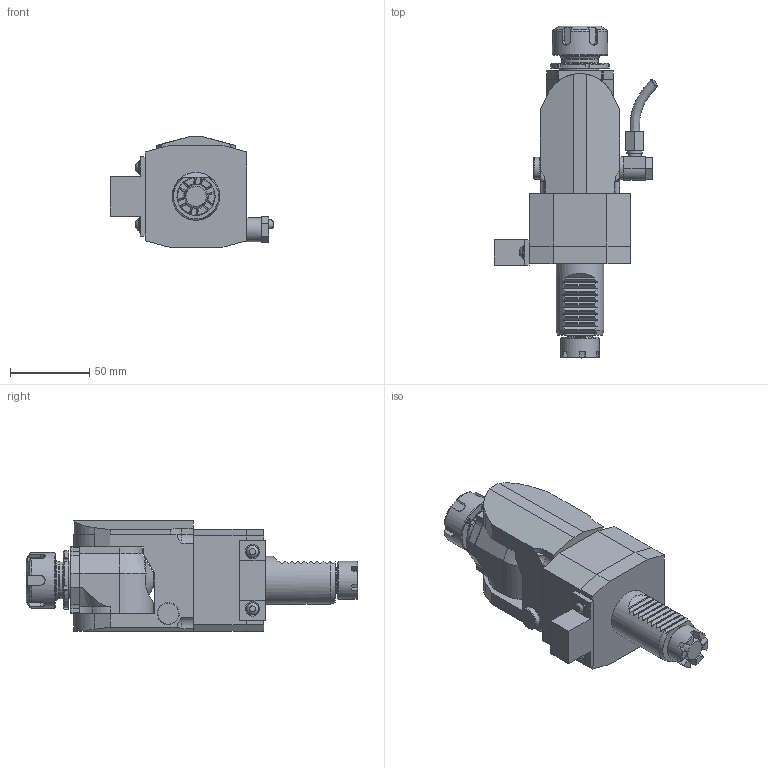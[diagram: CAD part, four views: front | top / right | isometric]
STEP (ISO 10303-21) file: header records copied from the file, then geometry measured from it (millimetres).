
FILE_DESCRIPTION (( 'STEP AP214' ), '1' );
FILE_NAME ('ROPPS30321DB.STEP', '2024-07-31T14:27:24', ( '' ), ( '' ), 'SwSTEP 2.0', 'SolidWorks 2023', '' );
FILE_SCHEMA (( 'AUTOMOTIVE_DESIGN' ));
Length unit declared in the file: millimetre
Products named in the file (1): ROPPS30321DB
Bounding box: 102.93 x 208.92 x 69.6 mm (x, y, z)
Volume: 464289 mm3; surface area: 56589.9 mm2
Topology: 2 solids, 2 shells, 806 faces, 2139 edges, 1397 vertices
Faces by surface type: plane 467, bspline 160, cylinder 114, cone 54, torus 9, sphere 2
Full cylindrical faces by diameter (mm): 1.275 x1, 1.575 x1, 4.775 x1, 7.6 x2, 8.2 x1, 9 x2, 9.8 x1, 12 x1, 13.8 x1, 14.5 x1, 16 x1, 23 x1, 24 x2, 25 x1, 30 x1, 31.151 x1, 35 x1
Entity records: 36690 total; most frequent: CARTESIAN_POINT 15178, ORIENTED_EDGE 4174, DIRECTION 3087, EDGE_CURVE 2087, VERTEX_POINT 1381, LINE 1259, VECTOR 1259, AXIS2_PLACEMENT_3D 914
